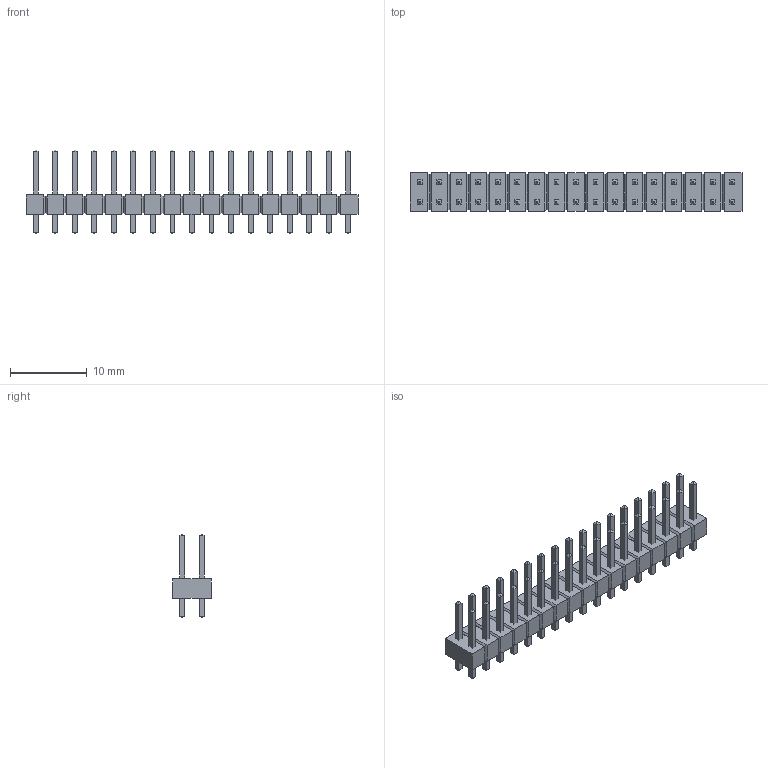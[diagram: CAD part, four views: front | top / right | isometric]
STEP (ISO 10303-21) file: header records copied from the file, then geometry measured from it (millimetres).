
FILE_DESCRIPTION(('FreeCAD Model'),'2;1');
FILE_NAME('1063114.2.1.stp','2020-04-09T20:41:07',( 'Author'),(''),'Open CASCADE STEP processor 6.9','FreeCAD','Unknown' );
FILE_SCHEMA(('AUTOMOTIVE_DESIGN { 1 0 10303 214 1 1 1 1 }'));
Length unit declared in the file: millimetre
Products named in the file (3): ASSEMBLY; Body; LeadsArray
Assembly tree (2 placements, depth 2):
  ASSEMBLY
    Body
    LeadsArray
Bounding box: 43.18 x 4.95 x 10.92 mm (x, y, z)
Volume: 679.2 mm3; surface area: 1652.3 mm2
Topology: 35 solids, 35 shells, 674 faces, 1348 edges, 744 vertices
Faces by surface type: plane 674
Entity records: 34025 total; most frequent: CARTESIAN_POINT 5721, DIRECTION 5142, LINE 3788, VECTOR 3788, ORIENTED_EDGE 2696, PCURVE 2696, DEFINITIONAL_REPRESENTATION 2696, EDGE_CURVE 1348
